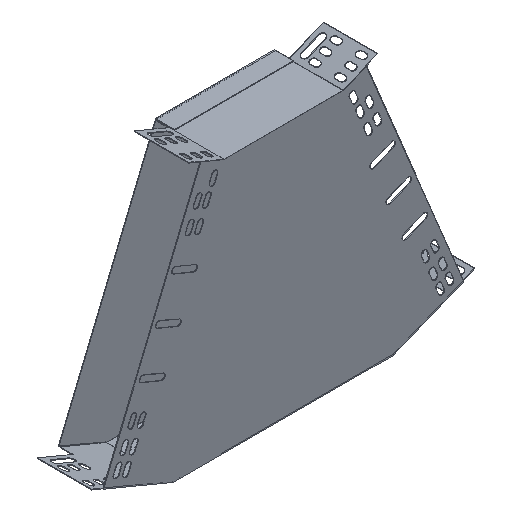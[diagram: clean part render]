
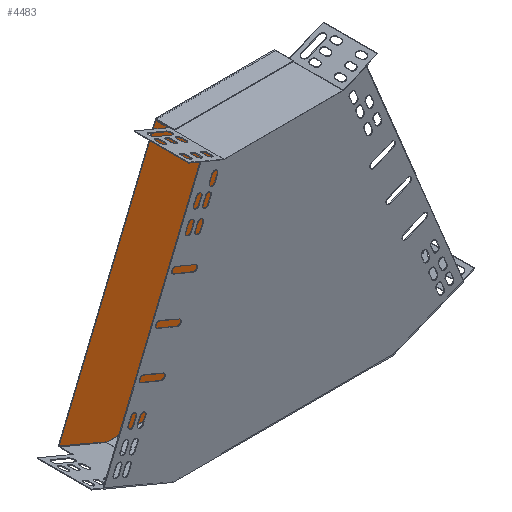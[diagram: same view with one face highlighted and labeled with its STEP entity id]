
A CAD part, isometric view. The second image highlights one B-rep face of the part: STEP entity #4483.
In plain terms, the highlighted planar face has unit normal (0, -1, 0).
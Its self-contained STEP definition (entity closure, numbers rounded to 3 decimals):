
#60 = LINE ( 'NONE', #4016, #1812 ) ;
#65 = DIRECTION ( 'NONE',  ( 0., 0., 1. ) ) ;
#229 = EDGE_CURVE ( 'NONE', #6441, #4807, #5473, .T. ) ;
#232 = LINE ( 'NONE', #5167, #6050 ) ;
#324 = DIRECTION ( 'NONE',  ( -1., 0., 0. ) ) ;
#559 = FACE_OUTER_BOUND ( 'NONE', #3059, .T. ) ;
#613 = LINE ( 'NONE', #3741, #2316 ) ;
#679 = DIRECTION ( 'NONE',  ( 0., 0., -1. ) ) ;
#726 = DIRECTION ( 'NONE',  ( 0., 0., 1. ) ) ;
#768 = CARTESIAN_POINT ( 'NONE',  ( -103.887, 219.156, -214.659 ) ) ;
#831 = CARTESIAN_POINT ( 'NONE',  ( 156.881, 219.156, -214.659 ) ) ;
#1069 = DIRECTION ( 'NONE',  ( -0.924, 0., -0.383 ) ) ;
#1187 = VECTOR ( 'NONE', #726, 1000. ) ;
#1514 = CARTESIAN_POINT ( 'NONE',  ( 156.881, 219.156, -215.659 ) ) ;
#1563 = DIRECTION ( 'NONE',  ( 0.383, 0., -0.924 ) ) ;
#1632 = VERTEX_POINT ( 'NONE', #4402 ) ;
#1770 = CARTESIAN_POINT ( 'NONE',  ( -44.214, 219.156, 86.341 ) ) ;
#1805 = VERTEX_POINT ( 'NONE', #3862 ) ;
#1812 = VECTOR ( 'NONE', #324, 1000. ) ;
#1939 = DIRECTION ( 'NONE',  ( -0.924, 0., 0.383 ) ) ;
#1942 = DIRECTION ( 'NONE',  ( 0., -1., 0. ) ) ;
#2163 = AXIS2_PLACEMENT_3D ( 'NONE', #8480, #1942, #5589 ) ;
#2181 = ORIENTED_EDGE ( 'NONE', *, *, #7044, .T. ) ;
#2188 = CARTESIAN_POINT ( 'NONE',  ( 156.881, 219.156, -215.659 ) ) ;
#2307 = LINE ( 'NONE', #9337, #7644 ) ;
#2316 = VECTOR ( 'NONE', #65, 1000. ) ;
#2328 = LINE ( 'NONE', #1770, #5958 ) ;
#2485 = DIRECTION ( 'NONE',  ( 0., 0., -1. ) ) ;
#2505 = VERTEX_POINT ( 'NONE', #8162 ) ;
#2611 = VECTOR ( 'NONE', #6665, 1000. ) ;
#2658 = CARTESIAN_POINT ( 'NONE',  ( -159.019, 219.156, -191.822 ) ) ;
#2997 = VERTEX_POINT ( 'NONE', #1514 ) ;
#3059 = EDGE_LOOP ( 'NONE', ( #4514, #4706, #5910, #3638, #5625, #4400, #5365, #9188, #2181, #7979 ) ) ;
#3533 = CARTESIAN_POINT ( 'NONE',  ( -44.214, 219.156, 85.341 ) ) ;
#3621 = VERTEX_POINT ( 'NONE', #3533 ) ;
#3638 = ORIENTED_EDGE ( 'NONE', *, *, #5105, .T. ) ;
#3741 = CARTESIAN_POINT ( 'NONE',  ( -103.887, 219.156, -215.659 ) ) ;
#3862 = CARTESIAN_POINT ( 'NONE',  ( 212.013, 219.156, -191.822 ) ) ;
#3970 = EDGE_CURVE ( 'NONE', #2505, #7912, #6150, .T. ) ;
#4016 = CARTESIAN_POINT ( 'NONE',  ( -44.214, 219.156, 86.341 ) ) ;
#4162 = EDGE_CURVE ( 'NONE', #4807, #3621, #4564, .T. ) ;
#4311 = DIRECTION ( 'NONE',  ( 1., 0., 0. ) ) ;
#4400 = ORIENTED_EDGE ( 'NONE', *, *, #4162, .F. ) ;
#4402 = CARTESIAN_POINT ( 'NONE',  ( -103.887, 219.156, -215.659 ) ) ;
#4483 = ADVANCED_FACE ( 'NONE', ( #559 ), #4861, .T. ) ;
#4514 = ORIENTED_EDGE ( 'NONE', *, *, #8246, .F. ) ;
#4564 = LINE ( 'NONE', #8823, #2611 ) ;
#4706 = ORIENTED_EDGE ( 'NONE', *, *, #7598, .F. ) ;
#4787 = VECTOR ( 'NONE', #1069, 1000. ) ;
#4807 = VERTEX_POINT ( 'NONE', #7312 ) ;
#4861 = PLANE ( 'NONE',  #2163 ) ;
#5105 = EDGE_CURVE ( 'NONE', #2505, #9187, #60, .T. ) ;
#5167 = CARTESIAN_POINT ( 'NONE',  ( 97.208, 219.156, 85.341 ) ) ;
#5365 = ORIENTED_EDGE ( 'NONE', *, *, #229, .F. ) ;
#5473 = LINE ( 'NONE', #2658, #6038 ) ;
#5589 = DIRECTION ( 'NONE',  ( 0., 0., -1. ) ) ;
#5625 = ORIENTED_EDGE ( 'NONE', *, *, #6073, .T. ) ;
#5910 = ORIENTED_EDGE ( 'NONE', *, *, #3970, .F. ) ;
#5958 = VECTOR ( 'NONE', #2485, 1000. ) ;
#6038 = VECTOR ( 'NONE', #1939, 1000. ) ;
#6050 = VECTOR ( 'NONE', #1563, 1000. ) ;
#6073 = EDGE_CURVE ( 'NONE', #9187, #3621, #2328, .T. ) ;
#6141 = CARTESIAN_POINT ( 'NONE',  ( 212.013, 219.156, -191.822 ) ) ;
#6150 = LINE ( 'NONE', #8658, #7841 ) ;
#6441 = VERTEX_POINT ( 'NONE', #768 ) ;
#6474 = LINE ( 'NONE', #6141, #4787 ) ;
#6499 = EDGE_CURVE ( 'NONE', #1632, #6441, #613, .T. ) ;
#6665 = DIRECTION ( 'NONE',  ( 0.383, 0., 0.924 ) ) ;
#6956 = LINE ( 'NONE', #2188, #1187 ) ;
#7044 = EDGE_CURVE ( 'NONE', #1632, #2997, #2307, .T. ) ;
#7186 = CARTESIAN_POINT ( 'NONE',  ( -44.214, 219.156, 86.341 ) ) ;
#7312 = CARTESIAN_POINT ( 'NONE',  ( -159.019, 219.156, -191.822 ) ) ;
#7534 = EDGE_CURVE ( 'NONE', #2997, #8721, #6956, .T. ) ;
#7598 = EDGE_CURVE ( 'NONE', #7912, #1805, #232, .T. ) ;
#7644 = VECTOR ( 'NONE', #4311, 1000. ) ;
#7799 = CARTESIAN_POINT ( 'NONE',  ( 97.208, 219.156, 85.341 ) ) ;
#7841 = VECTOR ( 'NONE', #679, 1000. ) ;
#7912 = VERTEX_POINT ( 'NONE', #7799 ) ;
#7979 = ORIENTED_EDGE ( 'NONE', *, *, #7534, .T. ) ;
#8162 = CARTESIAN_POINT ( 'NONE',  ( 97.208, 219.156, 86.341 ) ) ;
#8246 = EDGE_CURVE ( 'NONE', #1805, #8721, #6474, .T. ) ;
#8480 = CARTESIAN_POINT ( 'NONE',  ( 212.013, 219.156, -191.822 ) ) ;
#8658 = CARTESIAN_POINT ( 'NONE',  ( 97.208, 219.156, 86.341 ) ) ;
#8721 = VERTEX_POINT ( 'NONE', #831 ) ;
#8823 = CARTESIAN_POINT ( 'NONE',  ( -44.214, 219.156, 85.341 ) ) ;
#9187 = VERTEX_POINT ( 'NONE', #7186 ) ;
#9188 = ORIENTED_EDGE ( 'NONE', *, *, #6499, .F. ) ;
#9337 = CARTESIAN_POINT ( 'NONE',  ( 156.881, 219.156, -215.659 ) ) ;
